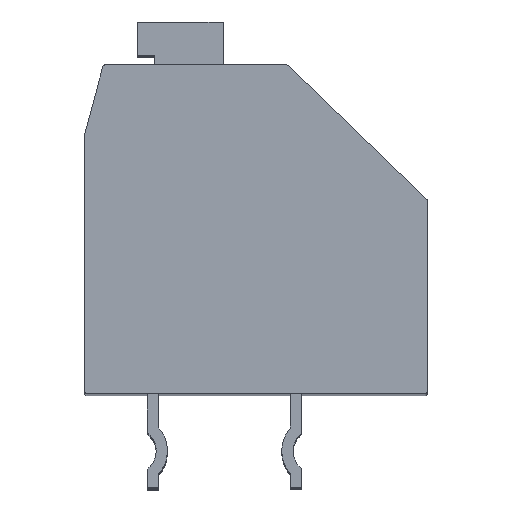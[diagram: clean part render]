
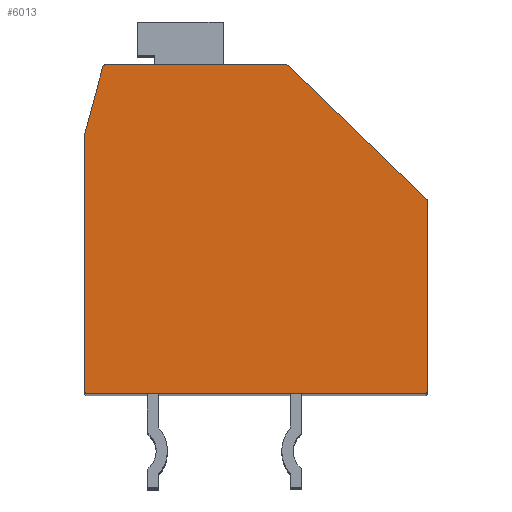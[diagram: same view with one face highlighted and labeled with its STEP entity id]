
A CAD part, top view. The second image highlights one B-rep face of the part: STEP entity #6013.
In plain terms, the highlighted planar face has unit normal (0, 0, 1).
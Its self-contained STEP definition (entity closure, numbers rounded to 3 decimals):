
#359=CARTESIAN_POINT('',(5.9,0.978,2.75));
#360=DIRECTION('',(0.,0.,1.));
#361=DIRECTION('',(1.,0.,0.));
#362=AXIS2_PLACEMENT_3D('',#359,#360,#361);
#364=DIRECTION('',(0.,1.,0.));
#365=VECTOR('',#364,6.628);
#366=CARTESIAN_POINT('',(6.,-5.65,2.75));
#367=LINE('',#366,#365);
#368=CARTESIAN_POINT('',(5.9,-5.65,2.75));
#369=DIRECTION('',(0.,0.,1.));
#370=DIRECTION('',(0.,-1.,0.));
#371=AXIS2_PLACEMENT_3D('',#368,#369,#370);
#373=DIRECTION('',(1.,0.,0.));
#374=VECTOR('',#373,11.8);
#375=CARTESIAN_POINT('',(-5.9,-5.75,2.75));
#376=LINE('',#375,#374);
#377=CARTESIAN_POINT('',(-5.9,-5.65,2.75));
#378=DIRECTION('',(0.,0.,1.));
#379=DIRECTION('',(-1.,0.,0.));
#380=AXIS2_PLACEMENT_3D('',#377,#378,#379);
#382=DIRECTION('',(0.,-1.,0.));
#383=VECTOR('',#382,8.937);
#384=CARTESIAN_POINT('',(-6.,3.287,2.75));
#385=LINE('',#384,#383);
#386=CARTESIAN_POINT('',(-5.9,3.287,2.75));
#387=DIRECTION('',(0.,0.,-1.));
#388=DIRECTION('',(-1.,0.,0.));
#389=AXIS2_PLACEMENT_3D('',#386,#387,#388);
#391=DIRECTION('',(-0.26,-0.966,0.));
#392=VECTOR('',#391,2.447);
#393=CARTESIAN_POINT('',(-5.36,5.676,2.75));
#394=LINE('',#393,#392);
#395=CARTESIAN_POINT('',(-5.263,5.65,2.75));
#396=DIRECTION('',(0.,0.,1.));
#397=DIRECTION('',(0.,1.,0.));
#398=AXIS2_PLACEMENT_3D('',#395,#396,#397);
#400=DIRECTION('',(-1.,0.,0.));
#401=VECTOR('',#400,6.323);
#402=CARTESIAN_POINT('',(1.06,5.75,2.75));
#403=LINE('',#402,#401);
#404=CARTESIAN_POINT('',(1.06,5.65,2.75));
#405=DIRECTION('',(0.,0.,1.));
#406=DIRECTION('',(0.695,0.719,0.));
#407=AXIS2_PLACEMENT_3D('',#404,#405,#406);
#409=DIRECTION('',(-0.719,0.695,0.));
#410=VECTOR('',#409,6.728);
#411=CARTESIAN_POINT('',(5.969,1.049,2.75));
#412=LINE('',#411,#410);
#4402=CARTESIAN_POINT('',(6.,0.978,2.75));
#4403=VERTEX_POINT('',#4402);
#4404=CARTESIAN_POINT('',(5.969,1.049,2.75));
#4405=VERTEX_POINT('',#4404);
#4410=CARTESIAN_POINT('',(5.9,-5.75,2.75));
#4411=VERTEX_POINT('',#4410);
#4412=CARTESIAN_POINT('',(6.,-5.65,2.75));
#4413=VERTEX_POINT('',#4412);
#4418=CARTESIAN_POINT('',(1.129,5.722,2.75));
#4419=CARTESIAN_POINT('',(1.06,5.75,2.75));
#4420=VERTEX_POINT('',#4418);
#4421=VERTEX_POINT('',#4419);
#4422=CARTESIAN_POINT('',(-5.263,5.75,2.75));
#4423=CARTESIAN_POINT('',(-5.36,5.676,2.75));
#4424=VERTEX_POINT('',#4422);
#4425=VERTEX_POINT('',#4423);
#4430=CARTESIAN_POINT('',(-6.,3.287,2.75));
#4432=VERTEX_POINT('',#4430);
#4436=CARTESIAN_POINT('',(-5.997,3.313,2.75));
#4437=VERTEX_POINT('',#4436);
#4442=CARTESIAN_POINT('',(-6.,-5.65,2.75));
#4443=VERTEX_POINT('',#4442);
#4444=CARTESIAN_POINT('',(-5.9,-5.75,2.75));
#4445=VERTEX_POINT('',#4444);
#5991=CARTESIAN_POINT('',(0.,0.,2.75));
#5992=DIRECTION('',(0.,0.,1.));
#5993=DIRECTION('',(1.,0.,0.));
#5994=AXIS2_PLACEMENT_3D('',#5991,#5992,#5993);
#5995=PLANE('',#5994);
#5996=ORIENTED_EDGE('',*,*,#5702,.F.);
#5997=ORIENTED_EDGE('',*,*,#5718,.F.);
#5998=ORIENTED_EDGE('',*,*,#5731,.F.);
#5999=ORIENTED_EDGE('',*,*,#5746,.F.);
#6000=ORIENTED_EDGE('',*,*,#5929,.F.);
#6001=ORIENTED_EDGE('',*,*,#5942,.F.);
#6002=ORIENTED_EDGE('',*,*,#5958,.T.);
#6003=ORIENTED_EDGE('',*,*,#5970,.F.);
#6004=ORIENTED_EDGE('',*,*,#5982,.F.);
#6006=ORIENTED_EDGE('',*,*,#6005,.F.);
#6008=ORIENTED_EDGE('',*,*,#6007,.F.);
#6010=ORIENTED_EDGE('',*,*,#6009,.F.);
#6011=EDGE_LOOP('',(#5996,#5997,#5998,#5999,#6000,#6001,#6002,#6003,#6004,#6006,
#6008,#6010));
#6012=FACE_OUTER_BOUND('',#6011,.F.);
#6013=ADVANCED_FACE('',(#6012),#5995,.T.);
#363=CIRCLE('',#362,0.1);
#372=CIRCLE('',#371,0.1);
#381=CIRCLE('',#380,0.1);
#390=CIRCLE('',#389,0.1);
#399=CIRCLE('',#398,0.1);
#408=CIRCLE('',#407,0.1);
#5702=EDGE_CURVE('',#4403,#4405,#363,.T.);
#5718=EDGE_CURVE('',#4413,#4403,#367,.T.);
#5731=EDGE_CURVE('',#4411,#4413,#372,.T.);
#5746=EDGE_CURVE('',#4445,#4411,#376,.T.);
#5929=EDGE_CURVE('',#4443,#4445,#381,.T.);
#5942=EDGE_CURVE('',#4432,#4443,#385,.T.);
#5958=EDGE_CURVE('',#4432,#4437,#390,.T.);
#5970=EDGE_CURVE('',#4425,#4437,#394,.T.);
#5982=EDGE_CURVE('',#4424,#4425,#399,.T.);
#6005=EDGE_CURVE('',#4421,#4424,#403,.T.);
#6007=EDGE_CURVE('',#4420,#4421,#408,.T.);
#6009=EDGE_CURVE('',#4405,#4420,#412,.T.);
